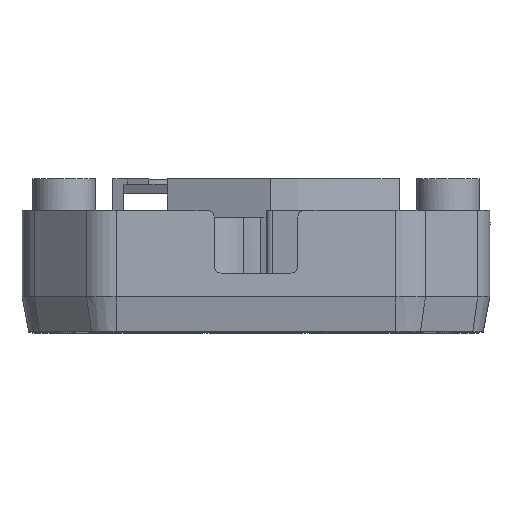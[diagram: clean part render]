
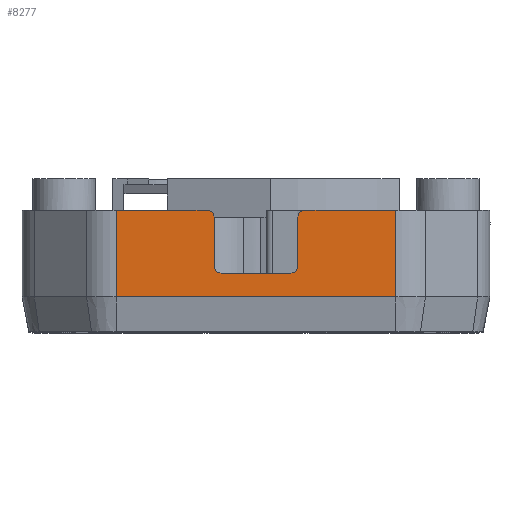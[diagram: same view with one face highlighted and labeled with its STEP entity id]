
A CAD part, top view. The second image highlights one B-rep face of the part: STEP entity #8277.
In plain terms, the highlighted planar face has unit normal (0, 0, 1).
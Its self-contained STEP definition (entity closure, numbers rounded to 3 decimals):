
#523=FACE_OUTER_BOUND('',#1004,.T.);
#1004=EDGE_LOOP('',(#6481,#6482,#6483,#6484,#6485,#6486,#6487,#6488,#6489,
#6490,#6491,#6492));
#1518=CIRCLE('',#8984,1.);
#1523=CIRCLE('',#8992,1.);
#1524=CIRCLE('',#8995,1.);
#1525=CIRCLE('',#8997,1.);
#1828=LINE('',#12590,#2635);
#1903=LINE('',#12949,#2710);
#1908=LINE('',#12986,#2715);
#2075=LINE('',#13444,#2882);
#2083=LINE('',#13467,#2890);
#2086=LINE('',#13477,#2893);
#2087=LINE('',#13478,#2894);
#2088=LINE('',#13479,#2895);
#2635=VECTOR('',#9966,10.);
#2710=VECTOR('',#10233,10.);
#2715=VECTOR('',#10262,10.);
#2882=VECTOR('',#10703,10.);
#2890=VECTOR('',#10725,10.);
#2893=VECTOR('',#10738,10.);
#2894=VECTOR('',#10739,10.);
#2895=VECTOR('',#10740,10.);
#3513=VERTEX_POINT('',#12580);
#3515=VERTEX_POINT('',#12588);
#3608=VERTEX_POINT('',#12946);
#3609=VERTEX_POINT('',#12948);
#3616=VERTEX_POINT('',#12983);
#3617=VERTEX_POINT('',#12985);
#3768=VERTEX_POINT('',#13434);
#3771=VERTEX_POINT('',#13442);
#3778=VERTEX_POINT('',#13461);
#3779=VERTEX_POINT('',#13465);
#3780=VERTEX_POINT('',#13469);
#3781=VERTEX_POINT('',#13473);
#4395=EDGE_CURVE('',#3515,#3513,#1828,.T.);
#4531=EDGE_CURVE('',#3608,#3609,#1903,.T.);
#4544=EDGE_CURVE('',#3616,#3617,#1908,.T.);
#4767=EDGE_CURVE('',#3768,#3608,#1518,.T.);
#4772=EDGE_CURVE('',#3768,#3771,#2075,.T.);
#4782=EDGE_CURVE('',#3778,#3771,#1523,.T.);
#4784=EDGE_CURVE('',#3778,#3779,#2083,.T.);
#4785=EDGE_CURVE('',#3780,#3779,#1524,.T.);
#4787=EDGE_CURVE('',#3617,#3781,#1525,.T.);
#4789=EDGE_CURVE('',#3609,#3515,#2086,.T.);
#4790=EDGE_CURVE('',#3780,#3781,#2087,.T.);
#4791=EDGE_CURVE('',#3513,#3616,#2088,.T.);
#6481=ORIENTED_EDGE('',*,*,#4395,.F.);
#6482=ORIENTED_EDGE('',*,*,#4789,.F.);
#6483=ORIENTED_EDGE('',*,*,#4531,.F.);
#6484=ORIENTED_EDGE('',*,*,#4767,.F.);
#6485=ORIENTED_EDGE('',*,*,#4772,.T.);
#6486=ORIENTED_EDGE('',*,*,#4782,.F.);
#6487=ORIENTED_EDGE('',*,*,#4784,.T.);
#6488=ORIENTED_EDGE('',*,*,#4785,.F.);
#6489=ORIENTED_EDGE('',*,*,#4790,.T.);
#6490=ORIENTED_EDGE('',*,*,#4787,.F.);
#6491=ORIENTED_EDGE('',*,*,#4544,.F.);
#6492=ORIENTED_EDGE('',*,*,#4791,.F.);
#7940=PLANE('',#8998);
#8277=ADVANCED_FACE('',(#523),#7940,.T.);
#8984=AXIS2_PLACEMENT_3D('',#13435,#10694,#10695);
#8992=AXIS2_PLACEMENT_3D('',#13463,#10720,#10721);
#8995=AXIS2_PLACEMENT_3D('',#13470,#10728,#10729);
#8997=AXIS2_PLACEMENT_3D('',#13474,#10733,#10734);
#8998=AXIS2_PLACEMENT_3D('',#13476,#10736,#10737);
#9966=DIRECTION('',(-1.,0.,0.));
#10233=DIRECTION('',(1.,0.,0.));
#10262=DIRECTION('',(1.,0.,0.));
#10694=DIRECTION('center_axis',(0.,0.,
-1.));
#10695=DIRECTION('ref_axis',(-0.707,0.707,0.));
#10703=DIRECTION('',(0.,-1.,0.));
#10720=DIRECTION('center_axis',(0.,0.,
1.));
#10721=DIRECTION('ref_axis',(0.707,-0.707,0.));
#10725=DIRECTION('',(-1.,0.,0.));
#10728=DIRECTION('center_axis',(0.,0.,
1.));
#10729=DIRECTION('ref_axis',(-0.707,-0.707,0.));
#10733=DIRECTION('center_axis',(0.,0.,
-1.));
#10734=DIRECTION('ref_axis',(0.707,0.707,0.));
#10736=DIRECTION('center_axis',(0.,0.,
1.));
#10737=DIRECTION('ref_axis',(1.,0.,0.));
#10738=DIRECTION('',(0.,-1.,0.));
#10739=DIRECTION('',(0.,1.,0.));
#10740=DIRECTION('',(0.,1.,0.));
#12580=CARTESIAN_POINT('',(-20.015,-17.,83.333));
#12588=CARTESIAN_POINT('',(20.015,-17.,83.333));
#12590=CARTESIAN_POINT('',(-11.25,-17.,83.333));
#12946=CARTESIAN_POINT('',(7.,-4.6,83.333));
#12948=CARTESIAN_POINT('',(20.015,-4.6,83.333));
#12949=CARTESIAN_POINT('',(22.5,-4.6,83.333));
#12983=CARTESIAN_POINT('',(-20.015,-4.6,83.333));
#12985=CARTESIAN_POINT('',(-7.,-4.6,83.333));
#12986=CARTESIAN_POINT('',(22.5,-4.6,83.333));
#13434=CARTESIAN_POINT('',(6.,-5.6,83.333));
#13435=CARTESIAN_POINT('Origin',(7.,-5.6,83.333));
#13442=CARTESIAN_POINT('',(6.,-12.6,83.333));
#13444=CARTESIAN_POINT('',(6.,-13.3,83.333));
#13461=CARTESIAN_POINT('',(5.,-13.6,83.333));
#13463=CARTESIAN_POINT('Origin',(5.,-12.6,83.333));
#13465=CARTESIAN_POINT('',(-5.,-13.6,83.333));
#13467=CARTESIAN_POINT('',(-11.25,-13.6,83.333));
#13469=CARTESIAN_POINT('',(-6.,-12.6,83.333));
#13470=CARTESIAN_POINT('Origin',(-5.,-12.6,83.333));
#13473=CARTESIAN_POINT('',(-6.,-5.6,83.333));
#13474=CARTESIAN_POINT('Origin',(-7.,-5.6,83.333));
#13476=CARTESIAN_POINT('Origin',(-22.5,-22.,83.333));
#13477=CARTESIAN_POINT('',(20.015,-22.,83.333));
#13478=CARTESIAN_POINT('',(-6.,-13.3,83.333));
#13479=CARTESIAN_POINT('',(-20.015,-22.,83.333));
